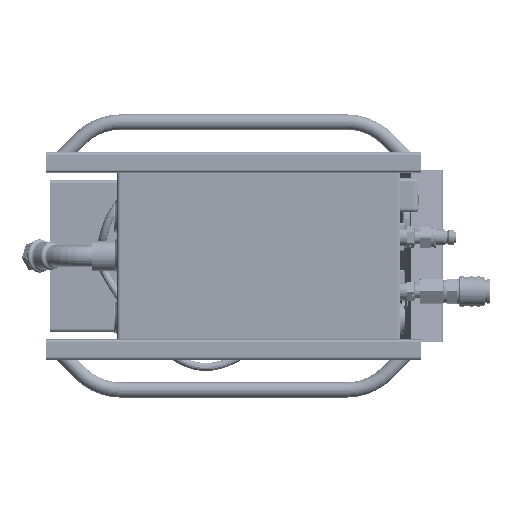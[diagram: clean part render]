
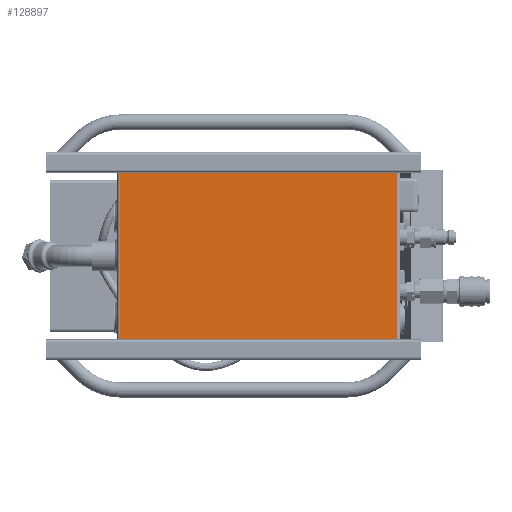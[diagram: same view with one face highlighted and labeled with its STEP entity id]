
A CAD part, front view. The second image highlights one B-rep face of the part: STEP entity #128897.
In plain terms, the highlighted planar face has unit normal (0, -1, 0).
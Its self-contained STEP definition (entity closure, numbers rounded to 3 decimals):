
#6922 = LINE ( 'NONE', #162145, #154229 ) ;
#13775 = VECTOR ( 'NONE', #67164, 1000. ) ;
#16017 = EDGE_CURVE ( 'NONE', #48234, #85146, #6922, .T. ) ;
#16137 = VERTEX_POINT ( 'NONE', #165036 ) ;
#22563 = DIRECTION ( 'NONE',  ( 0., -1., 0. ) ) ;
#31549 = VERTEX_POINT ( 'NONE', #163599 ) ;
#43736 = DIRECTION ( 'NONE',  ( 0., 0., 1. ) ) ;
#44338 = ORIENTED_EDGE ( 'NONE', *, *, #144566, .T. ) ;
#45444 = VECTOR ( 'NONE', #45715, 1000. ) ;
#45715 = DIRECTION ( 'NONE',  ( 1., 0., 0. ) ) ;
#48234 = VERTEX_POINT ( 'NONE', #151223 ) ;
#50567 = ORIENTED_EDGE ( 'NONE', *, *, #16017, .T. ) ;
#54414 = EDGE_CURVE ( 'NONE', #31549, #48234, #121118, .T. ) ;
#62629 = PLANE ( 'NONE',  #130798 ) ;
#67164 = DIRECTION ( 'NONE',  ( -1., 0., 0. ) ) ;
#70301 = LINE ( 'NONE', #137772, #106063 ) ;
#76122 = CARTESIAN_POINT ( 'NONE',  ( 0., 0., -205. ) ) ;
#80102 = ORIENTED_EDGE ( 'NONE', *, *, #54414, .T. ) ;
#85146 = VERTEX_POINT ( 'NONE', #141310 ) ;
#106063 = VECTOR ( 'NONE', #43736, 1000. ) ;
#112877 = EDGE_CURVE ( 'NONE', #16137, #31549, #70301, .T. ) ;
#116684 = DIRECTION ( 'NONE',  ( 0., 0., -1. ) ) ;
#121118 = LINE ( 'NONE', #134175, #13775 ) ;
#126218 = CARTESIAN_POINT ( 'NONE',  ( 280., 0., -201.8 ) ) ;
#127277 = FACE_OUTER_BOUND ( 'NONE', #155837, .T. ) ;
#128897 = ADVANCED_FACE ( 'NONE', ( #127277 ), #62629, .T. ) ;
#130798 = AXIS2_PLACEMENT_3D ( 'NONE', #76122, #22563, #116684 ) ;
#134175 = CARTESIAN_POINT ( 'NONE',  ( 0., 0., -3.2 ) ) ;
#137772 = CARTESIAN_POINT ( 'NONE',  ( 276.8, 0., 0. ) ) ;
#141310 = CARTESIAN_POINT ( 'NONE',  ( 3.2, 0., -201.8 ) ) ;
#144566 = EDGE_CURVE ( 'NONE', #85146, #16137, #148501, .T. ) ;
#148501 = LINE ( 'NONE', #126218, #45444 ) ;
#148663 = DIRECTION ( 'NONE',  ( 0., 0., -1. ) ) ;
#151223 = CARTESIAN_POINT ( 'NONE',  ( 3.2, 0., -3.2 ) ) ;
#154229 = VECTOR ( 'NONE', #148663, 1000. ) ;
#155837 = EDGE_LOOP ( 'NONE', ( #80102, #50567, #44338, #166490 ) ) ;
#162145 = CARTESIAN_POINT ( 'NONE',  ( 3.2, 0., -205. ) ) ;
#163599 = CARTESIAN_POINT ( 'NONE',  ( 276.8, 0., -3.2 ) ) ;
#165036 = CARTESIAN_POINT ( 'NONE',  ( 276.8, 0., -201.8 ) ) ;
#166490 = ORIENTED_EDGE ( 'NONE', *, *, #112877, .T. ) ;
